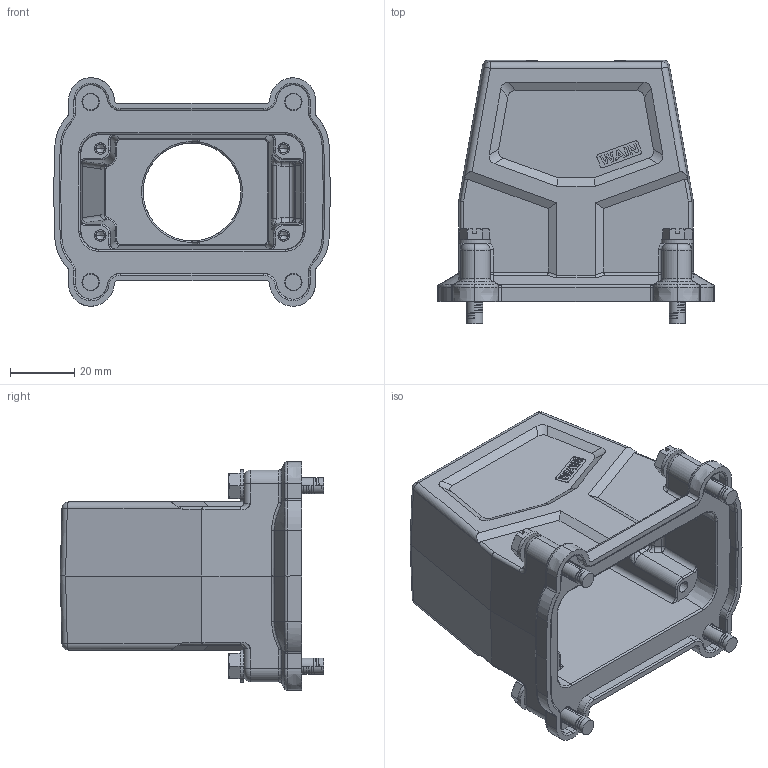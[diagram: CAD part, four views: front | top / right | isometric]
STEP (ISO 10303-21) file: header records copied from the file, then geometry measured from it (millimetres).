
FILE_DESCRIPTION((''),'2;1');
FILE_NAME('333333333333333333333','2020-11-11T',('lj.zou'),(''),'PRO/ENGINEER BY PARAMETRIC TECHNOLOGY CORPORATION, 2012480','PRO/ENGINEER BY PARAMETRIC TECHNOLOGY CORPORATION, 2012480','');
FILE_SCHEMA(('CONFIG_CONTROL_DESIGN'));
Length unit declared in the file: millimetre
Products named in the file (1): 333333333333333333333
Bounding box: 86.01 x 81.9 x 71 mm (x, y, z)
Volume: 93003.9 mm3; surface area: 41853.8 mm2
Topology: 1 solids, 1 shells, 726 faces, 2244 edges, 1530 vertices
Faces by surface type: plane 269, cylinder 217, bspline 96, cone 62, torus 50, sphere 24, extrusion 8
Entity records: 33279 total; most frequent: CARTESIAN_POINT 14459, ORIENTED_EDGE 4432, DIRECTION 3258, EDGE_CURVE 2216, VERTEX_POINT 1530, VECTOR 1158, LINE 1150, AXIS2_PLACEMENT_3D 1050
